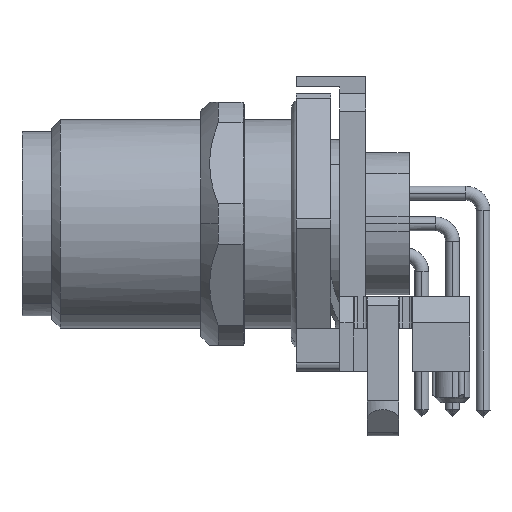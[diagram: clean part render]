
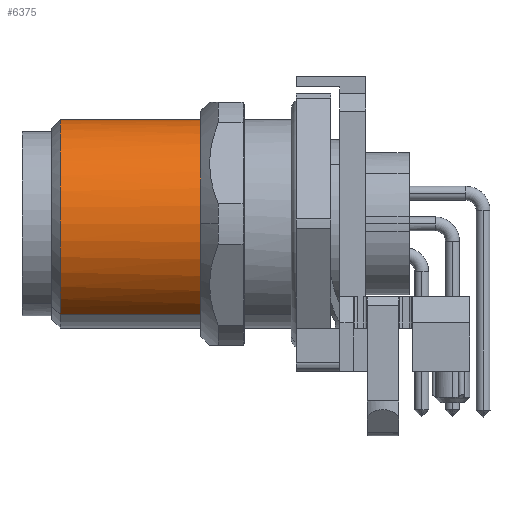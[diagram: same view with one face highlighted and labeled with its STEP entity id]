
A CAD part, left-side view. The second image highlights one B-rep face of the part: STEP entity #6375.
In plain terms, the highlighted cylindrical face has radius 6 mm (diameter 12 mm), a partial arc.
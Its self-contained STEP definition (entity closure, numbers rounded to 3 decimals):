
#6362=AXIS2_PLACEMENT_3D('Cylinder Axis2P3D',#6359,#6360,#6361) ;
#6366=AXIS2_PLACEMENT_3D('Circle Axis2P3D',#6364,#6365,$) ;
#6249=CARTESIAN_POINT('Vertex',(6.5,24.76,7.004)) ;
#6256=CARTESIAN_POINT('Vertex',(12.5,24.76,17.396)) ;
#6277=CARTESIAN_POINT('Control Point',(12.5,24.76,17.396)) ;
#6278=CARTESIAN_POINT('Control Point',(11.684,24.76,17.867)) ;
#6279=CARTESIAN_POINT('Control Point',(10.775,24.76,18.178)) ;
#6280=CARTESIAN_POINT('Control Point',(9.816,24.76,18.305)) ;
#6281=CARTESIAN_POINT('Control Point',(7.899,24.76,18.174)) ;
#6282=CARTESIAN_POINT('Control Point',(6.174,24.76,17.329)) ;
#6283=CARTESIAN_POINT('Control Point',(5.407,24.76,16.74)) ;
#6284=CARTESIAN_POINT('Control Point',(4.144,24.76,15.293)) ;
#6285=CARTESIAN_POINT('Control Point',(3.522,24.76,13.475)) ;
#6286=CARTESIAN_POINT('Control Point',(3.395,24.76,12.516)) ;
#6287=CARTESIAN_POINT('Control Point',(3.526,24.76,10.599)) ;
#6288=CARTESIAN_POINT('Control Point',(4.371,24.76,8.874)) ;
#6289=CARTESIAN_POINT('Control Point',(4.96,24.76,8.107)) ;
#6290=CARTESIAN_POINT('Control Point',(5.684,24.76,7.475)) ;
#6291=CARTESIAN_POINT('Control Point',(6.5,24.76,7.004)) ;
#6333=CARTESIAN_POINT('Line Origine',(12.5,18.21,17.396)) ;
#6337=CARTESIAN_POINT('Vertex',(12.5,16.66,17.396)) ;
#6344=CARTESIAN_POINT('Vertex',(6.5,16.66,7.004)) ;
#6347=CARTESIAN_POINT('Line Origine',(6.5,18.21,7.004)) ;
#6359=CARTESIAN_POINT('Axis2P3D Location',(9.5,18.21,12.2)) ;
#6364=CARTESIAN_POINT('Axis2P3D Location',(9.5,16.66,12.2)) ;
#6334=DIRECTION('Vector Direction',(0.,1.,0.)) ;
#6348=DIRECTION('Vector Direction',(0.,1.,0.)) ;
#6360=DIRECTION('Axis2P3D Direction',(0.,1.,0.)) ;
#6361=DIRECTION('Axis2P3D XDirection',(-0.5,0.,-0.866)) ;
#6365=DIRECTION('Axis2P3D Direction',(0.,1.,0.)) ;
#6335=VECTOR('Line Direction',#6334,1.) ;
#6349=VECTOR('Line Direction',#6348,1.) ;
#6370=ORIENTED_EDGE('',*,*,#6351,.F.) ;
#6371=ORIENTED_EDGE('',*,*,#6368,.F.) ;
#6372=ORIENTED_EDGE('',*,*,#6339,.F.) ;
#6373=ORIENTED_EDGE('',*,*,#6292,.F.) ;
#6375=ADVANCED_FACE('Hauptk\X2\00F6\X0\rper',(#6374),#6363,.T.) ;
#6276=B_SPLINE_CURVE_WITH_KNOTS('',5,(#6277,#6278,#6279,#6280,#6281,#6282,#6283,#6284,#6285,#6286,#6287,#6288,#6289,#6290,#6291),.UNSPECIFIED.,.F.,.U.,(6,3,3,3,6),(-157.08,-78.54,0.,78.54,157.08),.UNSPECIFIED.) ;
#6367=CIRCLE('generated circle',#6366,6.) ;
#6363=CYLINDRICAL_SURFACE('generated cylinder',#6362,6.) ;
#6292=EDGE_CURVE('',#6250,#6257,#6276,.F.) ;
#6339=EDGE_CURVE('',#6257,#6338,#6336,.F.) ;
#6351=EDGE_CURVE('',#6345,#6250,#6350,.T.) ;
#6368=EDGE_CURVE('',#6338,#6345,#6367,.F.) ;
#6369=EDGE_LOOP('',(#6370,#6371,#6372,#6373)) ;
#6374=FACE_OUTER_BOUND('',#6369,.T.) ;
#6336=LINE('Line',#6333,#6335) ;
#6350=LINE('Line',#6347,#6349) ;
#6250=VERTEX_POINT('',#6249) ;
#6257=VERTEX_POINT('',#6256) ;
#6338=VERTEX_POINT('',#6337) ;
#6345=VERTEX_POINT('',#6344) ;
